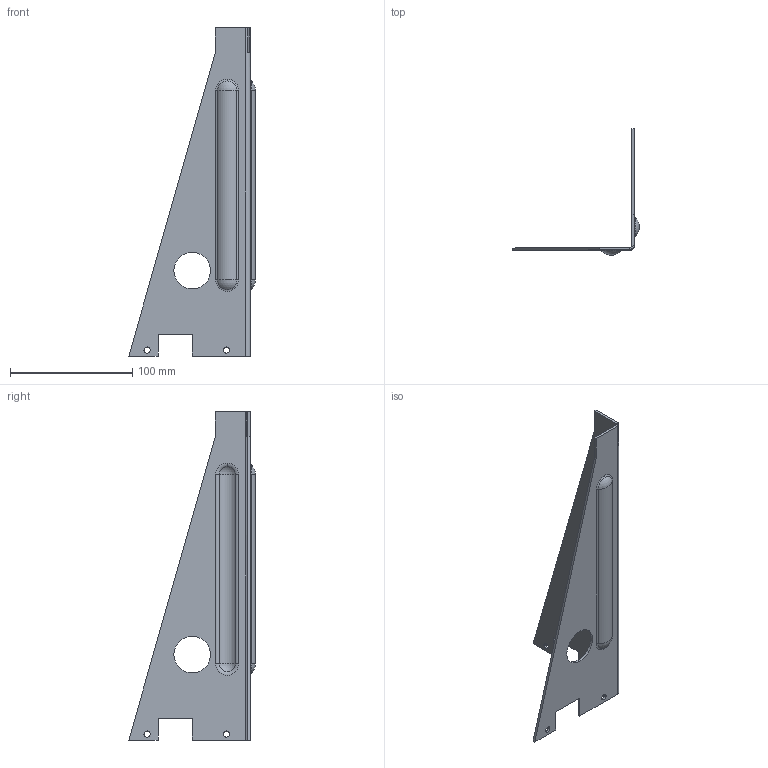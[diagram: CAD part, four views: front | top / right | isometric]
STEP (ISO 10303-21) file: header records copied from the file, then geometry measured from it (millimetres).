
FILE_DESCRIPTION (( 'STEP AP203' ), '1' );
FILE_NAME ('Tischfuß_18_11_16.STEP', '2016-11-20T22:57:53', ( '' ), ( '' ), 'SwSTEP 2.0', 'SolidWorks 2016', '' );
FILE_SCHEMA (( 'CONFIG_CONTROL_DESIGN' ));
Length unit declared in the file: millimetre
Products named in the file (1): Tischfuß_18_11_16
Bounding box: 103.64 x 103.64 x 268.86 mm (x, y, z)
Volume: 60823.1 mm3; surface area: 63164.9 mm2
Topology: 1 solids, 1 shells, 72 faces, 174 edges, 108 vertices
Faces by surface type: cylinder 26, plane 26, torus 12, sphere 8
Entity records: 2211 total; most frequent: DIRECTION 404, CARTESIAN_POINT 355, ORIENTED_EDGE 348, EDGE_CURVE 174, AXIS2_PLACEMENT_3D 157, VERTEX_POINT 108, VECTOR 90, LINE 90
